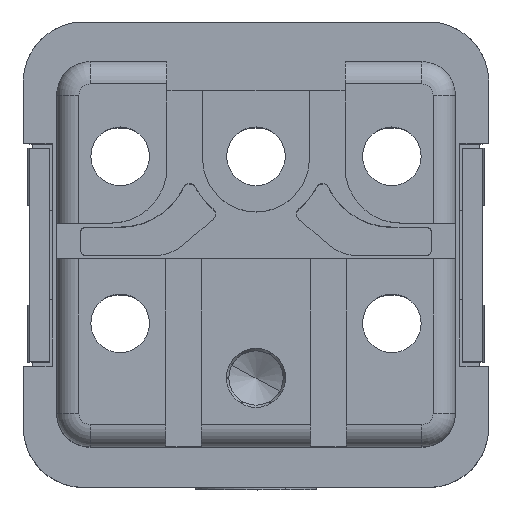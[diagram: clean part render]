
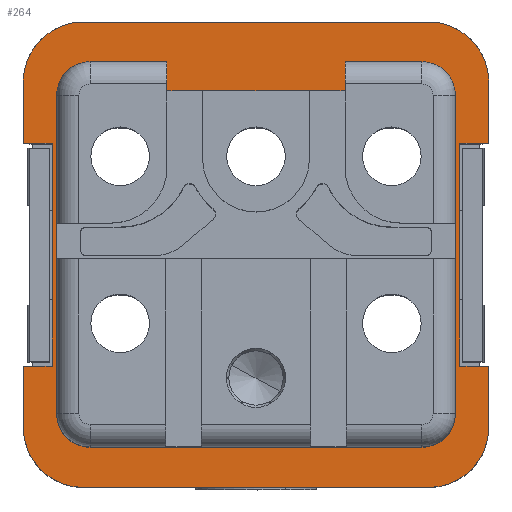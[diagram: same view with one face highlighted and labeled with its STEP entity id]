
A CAD part, top view. The second image highlights one B-rep face of the part: STEP entity #264.
In plain terms, the highlighted planar face has unit normal (0, 0, 1).
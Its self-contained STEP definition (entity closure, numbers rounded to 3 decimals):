
#34=AXIS2_PLACEMENT_3D('Plane Axis2P3D',#31,#32,#33) ;
#47=AXIS2_PLACEMENT_3D('Circle Axis2P3D',#45,#46,$) ;
#61=AXIS2_PLACEMENT_3D('Circle Axis2P3D',#59,#60,$) ;
#103=AXIS2_PLACEMENT_3D('Circle Axis2P3D',#101,#102,$) ;
#117=AXIS2_PLACEMENT_3D('Circle Axis2P3D',#115,#116,$) ;
#168=AXIS2_PLACEMENT_3D('Circle Axis2P3D',#166,#167,$) ;
#212=AXIS2_PLACEMENT_3D('Circle Axis2P3D',#210,#211,$) ;
#226=AXIS2_PLACEMENT_3D('Circle Axis2P3D',#224,#225,$) ;
#240=AXIS2_PLACEMENT_3D('Circle Axis2P3D',#238,#239,$) ;
#31=CARTESIAN_POINT('Axis2P3D Location',(10.45,10.55,27.7)) ;
#36=CARTESIAN_POINT('Line Origine',(20.9,16.925,27.7)) ;
#40=CARTESIAN_POINT('Vertex',(20.9,18.3,27.7)) ;
#42=CARTESIAN_POINT('Vertex',(20.9,15.55,27.7)) ;
#45=CARTESIAN_POINT('Axis2P3D Location',(18.2,18.3,27.7)) ;
#49=CARTESIAN_POINT('Vertex',(18.2,21.,27.7)) ;
#52=CARTESIAN_POINT('Line Origine',(10.45,21.,27.7)) ;
#56=CARTESIAN_POINT('Vertex',(2.7,21.,27.7)) ;
#59=CARTESIAN_POINT('Axis2P3D Location',(2.7,18.3,27.7)) ;
#63=CARTESIAN_POINT('Vertex',(0.,18.3,27.7)) ;
#66=CARTESIAN_POINT('Line Origine',(0.,16.925,27.7)) ;
#70=CARTESIAN_POINT('Vertex',(0.,15.55,27.7)) ;
#73=CARTESIAN_POINT('Line Origine',(0.65,15.55,27.7)) ;
#77=CARTESIAN_POINT('Vertex',(1.3,15.55,27.7)) ;
#80=CARTESIAN_POINT('Line Origine',(1.3,10.55,27.7)) ;
#84=CARTESIAN_POINT('Vertex',(1.3,5.55,27.7)) ;
#87=CARTESIAN_POINT('Line Origine',(0.65,5.55,27.7)) ;
#91=CARTESIAN_POINT('Vertex',(0.,5.55,27.7)) ;
#94=CARTESIAN_POINT('Line Origine',(0.,4.175,27.7)) ;
#98=CARTESIAN_POINT('Vertex',(0.,2.8,27.7)) ;
#101=CARTESIAN_POINT('Axis2P3D Location',(2.7,2.8,27.7)) ;
#105=CARTESIAN_POINT('Vertex',(2.7,0.1,27.7)) ;
#108=CARTESIAN_POINT('Line Origine',(10.45,0.1,27.7)) ;
#112=CARTESIAN_POINT('Vertex',(18.2,0.1,27.7)) ;
#115=CARTESIAN_POINT('Axis2P3D Location',(18.2,2.8,27.7)) ;
#119=CARTESIAN_POINT('Vertex',(20.9,2.8,27.7)) ;
#122=CARTESIAN_POINT('Line Origine',(20.9,4.175,27.7)) ;
#126=CARTESIAN_POINT('Vertex',(20.9,5.55,27.7)) ;
#129=CARTESIAN_POINT('Line Origine',(20.25,5.55,27.7)) ;
#133=CARTESIAN_POINT('Vertex',(19.6,5.55,27.7)) ;
#136=CARTESIAN_POINT('Line Origine',(19.6,10.55,27.7)) ;
#140=CARTESIAN_POINT('Vertex',(19.6,15.55,27.7)) ;
#143=CARTESIAN_POINT('Line Origine',(20.25,15.55,27.7)) ;
#166=CARTESIAN_POINT('Axis2P3D Location',(3.,17.7,27.7)) ;
#170=CARTESIAN_POINT('Vertex',(3.,19.2,27.7)) ;
#172=CARTESIAN_POINT('Vertex',(1.5,17.7,27.7)) ;
#175=CARTESIAN_POINT('Line Origine',(4.725,19.2,27.7)) ;
#179=CARTESIAN_POINT('Vertex',(6.45,19.2,27.7)) ;
#182=CARTESIAN_POINT('Line Origine',(6.45,18.55,27.7)) ;
#186=CARTESIAN_POINT('Vertex',(6.45,17.9,27.7)) ;
#189=CARTESIAN_POINT('Line Origine',(10.45,17.9,27.7)) ;
#193=CARTESIAN_POINT('Vertex',(14.45,17.9,27.7)) ;
#196=CARTESIAN_POINT('Line Origine',(14.45,18.55,27.7)) ;
#200=CARTESIAN_POINT('Vertex',(14.45,19.2,27.7)) ;
#203=CARTESIAN_POINT('Line Origine',(16.175,19.2,27.7)) ;
#207=CARTESIAN_POINT('Vertex',(17.9,19.2,27.7)) ;
#210=CARTESIAN_POINT('Axis2P3D Location',(17.9,17.7,27.7)) ;
#214=CARTESIAN_POINT('Vertex',(19.4,17.7,27.7)) ;
#217=CARTESIAN_POINT('Line Origine',(19.4,10.55,27.7)) ;
#221=CARTESIAN_POINT('Vertex',(19.4,3.4,27.7)) ;
#224=CARTESIAN_POINT('Axis2P3D Location',(17.9,3.4,27.7)) ;
#228=CARTESIAN_POINT('Vertex',(17.9,1.9,27.7)) ;
#231=CARTESIAN_POINT('Line Origine',(10.45,1.9,27.7)) ;
#235=CARTESIAN_POINT('Vertex',(3.,1.9,27.7)) ;
#238=CARTESIAN_POINT('Axis2P3D Location',(3.,3.4,27.7)) ;
#242=CARTESIAN_POINT('Vertex',(1.5,3.4,27.7)) ;
#245=CARTESIAN_POINT('Line Origine',(1.5,10.55,27.7)) ;
#32=DIRECTION('Axis2P3D Direction',(0.,0.,1.)) ;
#33=DIRECTION('Axis2P3D XDirection',(1.,0.,0.)) ;
#37=DIRECTION('Vector Direction',(0.,-1.,0.)) ;
#46=DIRECTION('Axis2P3D Direction',(0.,0.,1.)) ;
#53=DIRECTION('Vector Direction',(-1.,0.,0.)) ;
#60=DIRECTION('Axis2P3D Direction',(0.,0.,1.)) ;
#67=DIRECTION('Vector Direction',(0.,1.,0.)) ;
#74=DIRECTION('Vector Direction',(1.,0.,0.)) ;
#81=DIRECTION('Vector Direction',(0.,-1.,0.)) ;
#88=DIRECTION('Vector Direction',(1.,0.,0.)) ;
#95=DIRECTION('Vector Direction',(0.,1.,0.)) ;
#102=DIRECTION('Axis2P3D Direction',(0.,0.,1.)) ;
#109=DIRECTION('Vector Direction',(1.,0.,0.)) ;
#116=DIRECTION('Axis2P3D Direction',(0.,0.,1.)) ;
#123=DIRECTION('Vector Direction',(0.,-1.,0.)) ;
#130=DIRECTION('Vector Direction',(-1.,0.,0.)) ;
#137=DIRECTION('Vector Direction',(0.,-1.,0.)) ;
#144=DIRECTION('Vector Direction',(-1.,0.,0.)) ;
#167=DIRECTION('Axis2P3D Direction',(0.,0.,1.)) ;
#176=DIRECTION('Vector Direction',(1.,0.,0.)) ;
#183=DIRECTION('Vector Direction',(0.,-1.,0.)) ;
#190=DIRECTION('Vector Direction',(1.,0.,0.)) ;
#197=DIRECTION('Vector Direction',(0.,1.,0.)) ;
#204=DIRECTION('Vector Direction',(1.,0.,0.)) ;
#211=DIRECTION('Axis2P3D Direction',(0.,0.,1.)) ;
#218=DIRECTION('Vector Direction',(0.,1.,0.)) ;
#225=DIRECTION('Axis2P3D Direction',(0.,0.,1.)) ;
#232=DIRECTION('Vector Direction',(-1.,0.,0.)) ;
#239=DIRECTION('Axis2P3D Direction',(0.,0.,1.)) ;
#246=DIRECTION('Vector Direction',(0.,-1.,0.)) ;
#38=VECTOR('Line Direction',#37,1.) ;
#54=VECTOR('Line Direction',#53,1.) ;
#68=VECTOR('Line Direction',#67,1.) ;
#75=VECTOR('Line Direction',#74,1.) ;
#82=VECTOR('Line Direction',#81,1.) ;
#89=VECTOR('Line Direction',#88,1.) ;
#96=VECTOR('Line Direction',#95,1.) ;
#110=VECTOR('Line Direction',#109,1.) ;
#124=VECTOR('Line Direction',#123,1.) ;
#131=VECTOR('Line Direction',#130,1.) ;
#138=VECTOR('Line Direction',#137,1.) ;
#145=VECTOR('Line Direction',#144,1.) ;
#177=VECTOR('Line Direction',#176,1.) ;
#184=VECTOR('Line Direction',#183,1.) ;
#191=VECTOR('Line Direction',#190,1.) ;
#198=VECTOR('Line Direction',#197,1.) ;
#205=VECTOR('Line Direction',#204,1.) ;
#219=VECTOR('Line Direction',#218,1.) ;
#233=VECTOR('Line Direction',#232,1.) ;
#247=VECTOR('Line Direction',#246,1.) ;
#149=ORIENTED_EDGE('',*,*,#44,.F.) ;
#150=ORIENTED_EDGE('',*,*,#51,.F.) ;
#151=ORIENTED_EDGE('',*,*,#58,.T.) ;
#152=ORIENTED_EDGE('',*,*,#65,.F.) ;
#153=ORIENTED_EDGE('',*,*,#72,.F.) ;
#154=ORIENTED_EDGE('',*,*,#79,.T.) ;
#155=ORIENTED_EDGE('',*,*,#86,.T.) ;
#156=ORIENTED_EDGE('',*,*,#93,.F.) ;
#157=ORIENTED_EDGE('',*,*,#100,.F.) ;
#158=ORIENTED_EDGE('',*,*,#107,.F.) ;
#159=ORIENTED_EDGE('',*,*,#114,.T.) ;
#160=ORIENTED_EDGE('',*,*,#121,.F.) ;
#161=ORIENTED_EDGE('',*,*,#128,.F.) ;
#162=ORIENTED_EDGE('',*,*,#135,.T.) ;
#163=ORIENTED_EDGE('',*,*,#142,.F.) ;
#164=ORIENTED_EDGE('',*,*,#147,.F.) ;
#251=ORIENTED_EDGE('',*,*,#174,.F.) ;
#252=ORIENTED_EDGE('',*,*,#181,.F.) ;
#253=ORIENTED_EDGE('',*,*,#188,.F.) ;
#254=ORIENTED_EDGE('',*,*,#195,.F.) ;
#255=ORIENTED_EDGE('',*,*,#202,.F.) ;
#256=ORIENTED_EDGE('',*,*,#209,.F.) ;
#257=ORIENTED_EDGE('',*,*,#216,.F.) ;
#258=ORIENTED_EDGE('',*,*,#223,.F.) ;
#259=ORIENTED_EDGE('',*,*,#230,.F.) ;
#260=ORIENTED_EDGE('',*,*,#237,.F.) ;
#261=ORIENTED_EDGE('',*,*,#244,.F.) ;
#262=ORIENTED_EDGE('',*,*,#249,.F.) ;
#263=FACE_BOUND('',#250,.T.) ;
#264=ADVANCED_FACE('Hauptk\X2\00F6\X0\rper',(#165,#263),#35,.T.) ;
#48=CIRCLE('generated circle',#47,2.7) ;
#62=CIRCLE('generated circle',#61,2.7) ;
#104=CIRCLE('generated circle',#103,2.7) ;
#118=CIRCLE('generated circle',#117,2.7) ;
#169=CIRCLE('generated circle',#168,1.5) ;
#213=CIRCLE('generated circle',#212,1.5) ;
#227=CIRCLE('generated circle',#226,1.5) ;
#241=CIRCLE('generated circle',#240,1.5) ;
#44=EDGE_CURVE('',#41,#43,#39,.T.) ;
#51=EDGE_CURVE('',#50,#41,#48,.F.) ;
#58=EDGE_CURVE('',#50,#57,#55,.T.) ;
#65=EDGE_CURVE('',#64,#57,#62,.F.) ;
#72=EDGE_CURVE('',#71,#64,#69,.T.) ;
#79=EDGE_CURVE('',#71,#78,#76,.T.) ;
#86=EDGE_CURVE('',#78,#85,#83,.T.) ;
#93=EDGE_CURVE('',#92,#85,#90,.T.) ;
#100=EDGE_CURVE('',#99,#92,#97,.T.) ;
#107=EDGE_CURVE('',#106,#99,#104,.F.) ;
#114=EDGE_CURVE('',#106,#113,#111,.T.) ;
#121=EDGE_CURVE('',#120,#113,#118,.F.) ;
#128=EDGE_CURVE('',#127,#120,#125,.T.) ;
#135=EDGE_CURVE('',#127,#134,#132,.T.) ;
#142=EDGE_CURVE('',#141,#134,#139,.T.) ;
#147=EDGE_CURVE('',#43,#141,#146,.T.) ;
#174=EDGE_CURVE('',#171,#173,#169,.T.) ;
#181=EDGE_CURVE('',#180,#171,#178,.F.) ;
#188=EDGE_CURVE('',#187,#180,#185,.F.) ;
#195=EDGE_CURVE('',#194,#187,#192,.F.) ;
#202=EDGE_CURVE('',#201,#194,#199,.F.) ;
#209=EDGE_CURVE('',#208,#201,#206,.F.) ;
#216=EDGE_CURVE('',#215,#208,#213,.T.) ;
#223=EDGE_CURVE('',#222,#215,#220,.T.) ;
#230=EDGE_CURVE('',#229,#222,#227,.T.) ;
#237=EDGE_CURVE('',#236,#229,#234,.F.) ;
#244=EDGE_CURVE('',#243,#236,#241,.T.) ;
#249=EDGE_CURVE('',#173,#243,#248,.T.) ;
#148=EDGE_LOOP('',(#149,#150,#151,#152,#153,#154,#155,#156,#157,#158,#159,#160,#161,#162,#163,#164)) ;
#250=EDGE_LOOP('',(#251,#252,#253,#254,#255,#256,#257,#258,#259,#260,#261,#262)) ;
#165=FACE_OUTER_BOUND('',#148,.T.) ;
#39=LINE('Line',#36,#38) ;
#55=LINE('Line',#52,#54) ;
#69=LINE('Line',#66,#68) ;
#76=LINE('Line',#73,#75) ;
#83=LINE('Line',#80,#82) ;
#90=LINE('Line',#87,#89) ;
#97=LINE('Line',#94,#96) ;
#111=LINE('Line',#108,#110) ;
#125=LINE('Line',#122,#124) ;
#132=LINE('Line',#129,#131) ;
#139=LINE('Line',#136,#138) ;
#146=LINE('Line',#143,#145) ;
#178=LINE('Line',#175,#177) ;
#185=LINE('Line',#182,#184) ;
#192=LINE('Line',#189,#191) ;
#199=LINE('Line',#196,#198) ;
#206=LINE('Line',#203,#205) ;
#220=LINE('Line',#217,#219) ;
#234=LINE('Line',#231,#233) ;
#248=LINE('Line',#245,#247) ;
#35=PLANE('',#34) ;
#41=VERTEX_POINT('',#40) ;
#43=VERTEX_POINT('',#42) ;
#50=VERTEX_POINT('',#49) ;
#57=VERTEX_POINT('',#56) ;
#64=VERTEX_POINT('',#63) ;
#71=VERTEX_POINT('',#70) ;
#78=VERTEX_POINT('',#77) ;
#85=VERTEX_POINT('',#84) ;
#92=VERTEX_POINT('',#91) ;
#99=VERTEX_POINT('',#98) ;
#106=VERTEX_POINT('',#105) ;
#113=VERTEX_POINT('',#112) ;
#120=VERTEX_POINT('',#119) ;
#127=VERTEX_POINT('',#126) ;
#134=VERTEX_POINT('',#133) ;
#141=VERTEX_POINT('',#140) ;
#171=VERTEX_POINT('',#170) ;
#173=VERTEX_POINT('',#172) ;
#180=VERTEX_POINT('',#179) ;
#187=VERTEX_POINT('',#186) ;
#194=VERTEX_POINT('',#193) ;
#201=VERTEX_POINT('',#200) ;
#208=VERTEX_POINT('',#207) ;
#215=VERTEX_POINT('',#214) ;
#222=VERTEX_POINT('',#221) ;
#229=VERTEX_POINT('',#228) ;
#236=VERTEX_POINT('',#235) ;
#243=VERTEX_POINT('',#242) ;
